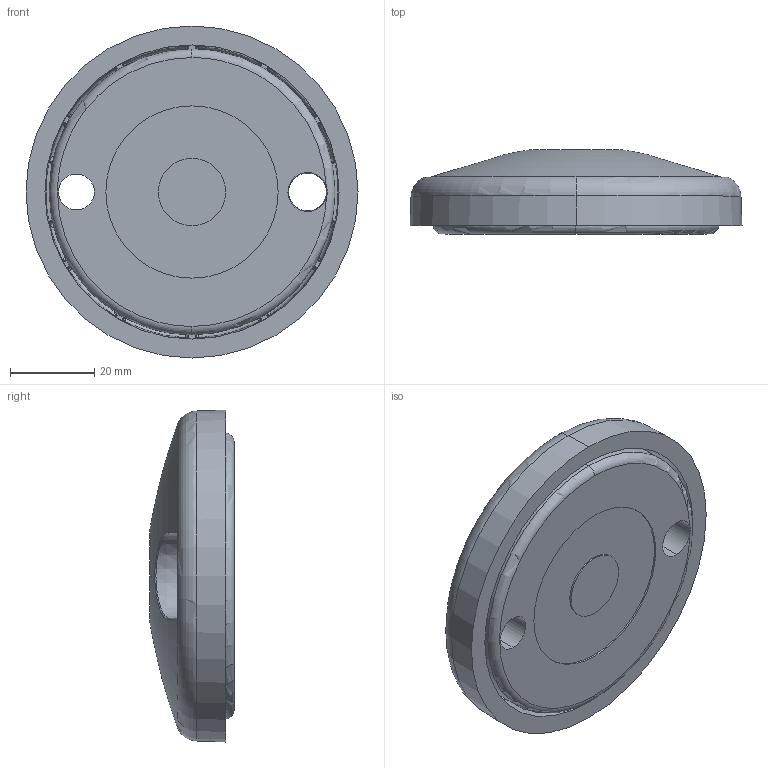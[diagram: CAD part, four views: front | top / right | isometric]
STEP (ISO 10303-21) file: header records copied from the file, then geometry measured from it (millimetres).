
FILE_DESCRIPTION (( 'STEP AP214' ), '1' );
FILE_NAME ('098a080zbsg.STEP', '2014-09-09T13:57:36', ( '' ), ( '' ), 'SwSTEP 2.0', 'SolidWorks 2014', '' );
FILE_SCHEMA (( 'AUTOMOTIVE_DESIGN' ));
Length unit declared in the file: inch
Products named in the file (1): 098a080zbsg
Bounding box: 79 x 20 x 79 mm (x, y, z)
Volume: 54253.3 mm3; surface area: 28884.1 mm2
Topology: 2 solids, 2 shells, 1006 faces, 2393 edges, 1365 vertices
Faces by surface type: bspline 511, torus 183, cone 107, plane 76, cylinder 76, sphere 53
Entity records: 54043 total; most frequent: CARTESIAN_POINT 21569, ORIENTED_EDGE 4710, DIRECTION 3247, EDGE_CURVE 2355, AXIS2_PLACEMENT_3D 1459, VERTEX_POINT 1359, B_SPLINE_CURVE_WITH_KNOTS 1041, EDGE_LOOP 1022
